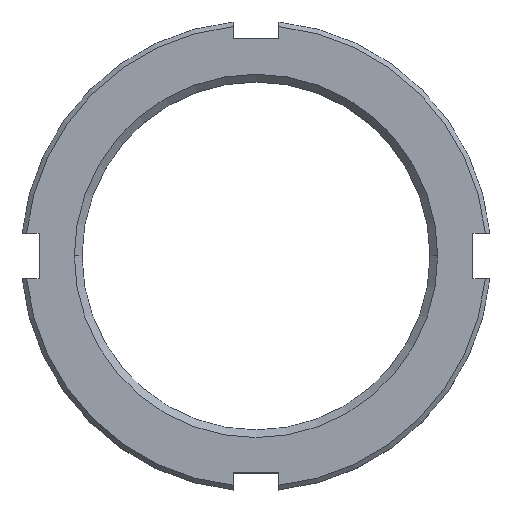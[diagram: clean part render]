
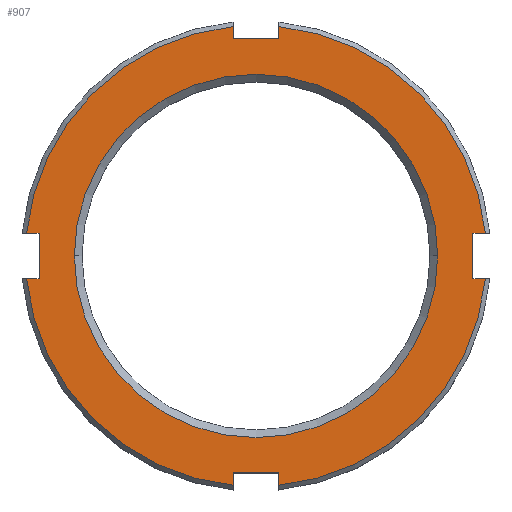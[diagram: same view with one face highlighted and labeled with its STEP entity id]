
A CAD part, top view. The second image highlights one B-rep face of the part: STEP entity #907.
In plain terms, the highlighted planar face has unit normal (0, 0, 1).
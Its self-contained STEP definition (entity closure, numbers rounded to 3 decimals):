
#133=CARTESIAN_POINT('',(20.1,0.0,9.0));
#134=VERTEX_POINT('',#133);
#142=CARTESIAN_POINT('',(-20.1,0.,9.0));
#143=VERTEX_POINT('',#142);
#150=CARTESIAN_POINT('',(0.0,0.0,9.0));
#151=DIRECTION('',(0.0,0.0,-1.0));
#152=DIRECTION('',(1.0,0.0,0.0));
#153=AXIS2_PLACEMENT_3D('',#150,#151,#152);
#154=CIRCLE('',#153,20.1);
#155=EDGE_CURVE('',#134,#143,#154,.T.);
#285=CARTESIAN_POINT('',(0.0,0.0,9.0));
#286=DIRECTION('',(0.0,0.0,-1.0));
#287=DIRECTION('',(1.0,0.0,0.0));
#288=AXIS2_PLACEMENT_3D('',#285,#286,#287);
#289=CIRCLE('',#288,20.1);
#290=EDGE_CURVE('',#143,#134,#289,.T.);
#438=CARTESIAN_POINT('',(-2.5,-24.,9.0));
#439=VERTEX_POINT('',#438);
#446=CARTESIAN_POINT('',(-2.5,-25.377,9.0));
#447=VERTEX_POINT('',#446);
#448=CARTESIAN_POINT('',(-2.5,-24.,9.0));
#449=DIRECTION('',(0.0,-1.0,0.0));
#450=VECTOR('',#449,1.377);
#451=LINE('',#448,#450);
#452=EDGE_CURVE('',#439,#447,#451,.T.);
#573=CARTESIAN_POINT('',(24.,-2.5,9.0));
#574=VERTEX_POINT('',#573);
#581=CARTESIAN_POINT('',(25.377,-2.5,9.0));
#582=VERTEX_POINT('',#581);
#583=CARTESIAN_POINT('',(24.,-2.5,9.0));
#584=DIRECTION('',(1.0,0.0,0.0));
#585=VECTOR('',#584,1.377);
#586=LINE('',#583,#585);
#587=EDGE_CURVE('',#574,#582,#586,.T.);
#708=CARTESIAN_POINT('',(2.5,24.,9.0));
#709=VERTEX_POINT('',#708);
#716=CARTESIAN_POINT('',(2.5,25.377,9.0));
#717=VERTEX_POINT('',#716);
#718=CARTESIAN_POINT('',(2.5,24.,9.0));
#719=DIRECTION('',(0.0,1.0,0.0));
#720=VECTOR('',#719,1.377);
#721=LINE('',#718,#720);
#722=EDGE_CURVE('',#709,#717,#721,.T.);
#746=CARTESIAN_POINT('',(-25.377,-2.5,9.0));
#747=VERTEX_POINT('',#746);
#763=CARTESIAN_POINT('',(0.0,0.0,9.0));
#764=DIRECTION('',(0.0,0.0,-1.0));
#765=DIRECTION('',(-0.995,-0.096,0.0));
#766=AXIS2_PLACEMENT_3D('',#763,#764,#765);
#767=CIRCLE('',#766,25.5);
#768=EDGE_CURVE('',#447,#747,#767,.T.);
#781=CARTESIAN_POINT('',(-24.,-2.5,9.0));
#782=VERTEX_POINT('',#781);
#783=CARTESIAN_POINT('',(-25.377,-2.5,9.0));
#784=DIRECTION('',(1.0,0.0,0.0));
#785=VECTOR('',#784,1.377);
#786=LINE('',#783,#785);
#787=EDGE_CURVE('',#747,#782,#786,.T.);
#806=CARTESIAN_POINT('',(0.,0.,9.0));
#807=DIRECTION('',(0.0,0.0,1.0));
#808=DIRECTION('',(1.0,0.0,0.0));
#809=AXIS2_PLACEMENT_3D('',#806,#807,#808);
#810=PLANE('',#809);
#811=ORIENTED_EDGE('',*,*,#768,.F.);
#812=ORIENTED_EDGE('',*,*,#452,.F.);
#813=CARTESIAN_POINT('',(2.5,-24.,9.0));
#814=VERTEX_POINT('',#813);
#815=CARTESIAN_POINT('',(2.5,-24.,9.0));
#816=DIRECTION('',(-1.0,0.0,0.0));
#817=VECTOR('',#816,5.0);
#818=LINE('',#815,#817);
#819=EDGE_CURVE('',#814,#439,#818,.T.);
#820=ORIENTED_EDGE('',*,*,#819,.F.);
#821=CARTESIAN_POINT('',(2.5,-25.377,9.0));
#822=VERTEX_POINT('',#821);
#823=CARTESIAN_POINT('',(2.5,-25.377,9.0));
#824=DIRECTION('',(0.0,1.0,0.0));
#825=VECTOR('',#824,1.377);
#826=LINE('',#823,#825);
#827=EDGE_CURVE('',#822,#814,#826,.T.);
#828=ORIENTED_EDGE('',*,*,#827,.F.);
#829=CARTESIAN_POINT('',(0.0,0.0,9.0));
#830=DIRECTION('',(0.0,0.0,-1.0));
#831=DIRECTION('',(0.096,-0.995,0.0));
#832=AXIS2_PLACEMENT_3D('',#829,#830,#831);
#833=CIRCLE('',#832,25.5);
#834=EDGE_CURVE('',#582,#822,#833,.T.);
#835=ORIENTED_EDGE('',*,*,#834,.F.);
#836=ORIENTED_EDGE('',*,*,#587,.F.);
#837=CARTESIAN_POINT('',(24.,2.5,9.0));
#838=VERTEX_POINT('',#837);
#839=CARTESIAN_POINT('',(24.,2.5,9.0));
#840=DIRECTION('',(0.0,-1.0,0.0));
#841=VECTOR('',#840,5.);
#842=LINE('',#839,#841);
#843=EDGE_CURVE('',#838,#574,#842,.T.);
#844=ORIENTED_EDGE('',*,*,#843,.F.);
#845=CARTESIAN_POINT('',(25.377,2.5,9.0));
#846=VERTEX_POINT('',#845);
#847=CARTESIAN_POINT('',(25.377,2.5,9.0));
#848=DIRECTION('',(-1.0,0.0,0.0));
#849=VECTOR('',#848,1.377);
#850=LINE('',#847,#849);
#851=EDGE_CURVE('',#846,#838,#850,.T.);
#852=ORIENTED_EDGE('',*,*,#851,.F.);
#853=CARTESIAN_POINT('',(0.0,0.0,9.0));
#854=DIRECTION('',(0.0,0.0,-1.0));
#855=DIRECTION('',(0.995,0.096,0.0));
#856=AXIS2_PLACEMENT_3D('',#853,#854,#855);
#857=CIRCLE('',#856,25.5);
#858=EDGE_CURVE('',#717,#846,#857,.T.);
#859=ORIENTED_EDGE('',*,*,#858,.F.);
#860=ORIENTED_EDGE('',*,*,#722,.F.);
#861=CARTESIAN_POINT('',(-2.5,24.,9.0));
#862=VERTEX_POINT('',#861);
#863=CARTESIAN_POINT('',(-2.5,24.,9.0));
#864=DIRECTION('',(1.0,0.0,0.0));
#865=VECTOR('',#864,5.);
#866=LINE('',#863,#865);
#867=EDGE_CURVE('',#862,#709,#866,.T.);
#868=ORIENTED_EDGE('',*,*,#867,.F.);
#869=CARTESIAN_POINT('',(-2.5,25.377,9.0));
#870=VERTEX_POINT('',#869);
#871=CARTESIAN_POINT('',(-2.5,25.377,9.0));
#872=DIRECTION('',(0.0,-1.0,0.0));
#873=VECTOR('',#872,1.377);
#874=LINE('',#871,#873);
#875=EDGE_CURVE('',#870,#862,#874,.T.);
#876=ORIENTED_EDGE('',*,*,#875,.F.);
#877=CARTESIAN_POINT('',(-25.377,2.5,9.0));
#878=VERTEX_POINT('',#877);
#879=CARTESIAN_POINT('',(0.0,0.0,9.0));
#880=DIRECTION('',(0.0,0.0,-1.0));
#881=DIRECTION('',(-0.096,0.995,0.0));
#882=AXIS2_PLACEMENT_3D('',#879,#880,#881);
#883=CIRCLE('',#882,25.5);
#884=EDGE_CURVE('',#878,#870,#883,.T.);
#885=ORIENTED_EDGE('',*,*,#884,.F.);
#886=CARTESIAN_POINT('',(-24.,2.5,9.0));
#887=VERTEX_POINT('',#886);
#888=CARTESIAN_POINT('',(-24.,2.5,9.0));
#889=DIRECTION('',(-1.0,0.0,0.0));
#890=VECTOR('',#889,1.377);
#891=LINE('',#888,#890);
#892=EDGE_CURVE('',#887,#878,#891,.T.);
#893=ORIENTED_EDGE('',*,*,#892,.F.);
#894=CARTESIAN_POINT('',(-24.,-2.5,9.0));
#895=DIRECTION('',(0.0,1.0,0.0));
#896=VECTOR('',#895,5.0);
#897=LINE('',#894,#896);
#898=EDGE_CURVE('',#782,#887,#897,.T.);
#899=ORIENTED_EDGE('',*,*,#898,.F.);
#900=ORIENTED_EDGE('',*,*,#787,.F.);
#901=EDGE_LOOP('',(#811,#812,#820,#828,#835,#836,#844,#852,#859,#860,#868,#876,#885,#893,#899,#900));
#902=FACE_OUTER_BOUND('',#901,.T.);
#903=ORIENTED_EDGE('',*,*,#155,.T.);
#904=ORIENTED_EDGE('',*,*,#290,.T.);
#905=EDGE_LOOP('',(#903,#904));
#906=FACE_BOUND('',#905,.T.);
#907=ADVANCED_FACE('',(#902,#906),#810,.T.);
